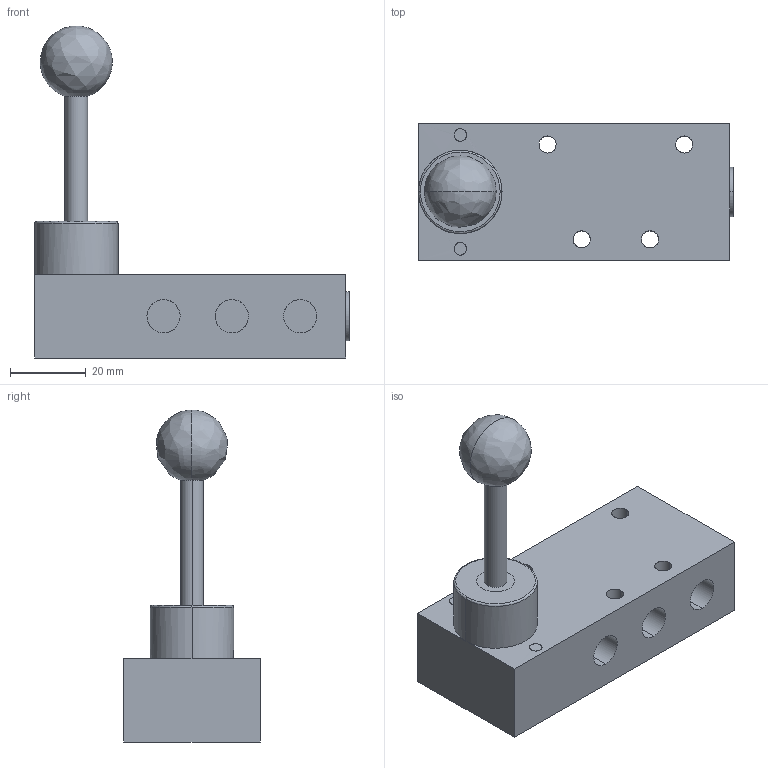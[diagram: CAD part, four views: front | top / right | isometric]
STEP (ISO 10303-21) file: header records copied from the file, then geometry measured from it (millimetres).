
FILE_DESCRIPTION (( 'STEP AP203' ), '1' );
FILE_NAME ('HV.531.501TT.STEP', '2018-11-23T13:10:33', ( '' ), ( '' ), 'SwSTEP 2.0', 'SolidWorks 2013', '' );
FILE_SCHEMA (( 'CONFIG_CONTROL_DESIGN' ));
Length unit declared in the file: millimetre
Products named in the file (1): HV.531.501TT
Bounding box: 83 x 36 x 87.5 mm (x, y, z)
Volume: 70505.6 mm3; surface area: 16279 mm2
Topology: 1 solids, 1 shells, 44 faces, 111 edges, 77 vertices
Faces by surface type: cylinder 24, plane 16, bspline 4
Entity records: 2274 total; most frequent: CARTESIAN_POINT 1245, ORIENTED_EDGE 218, DIRECTION 139, EDGE_CURVE 109, VERTEX_POINT 77, EDGE_LOOP 62, B_SPLINE_CURVE_WITH_KNOTS 62, AXIS2_PLACEMENT_3D 51
